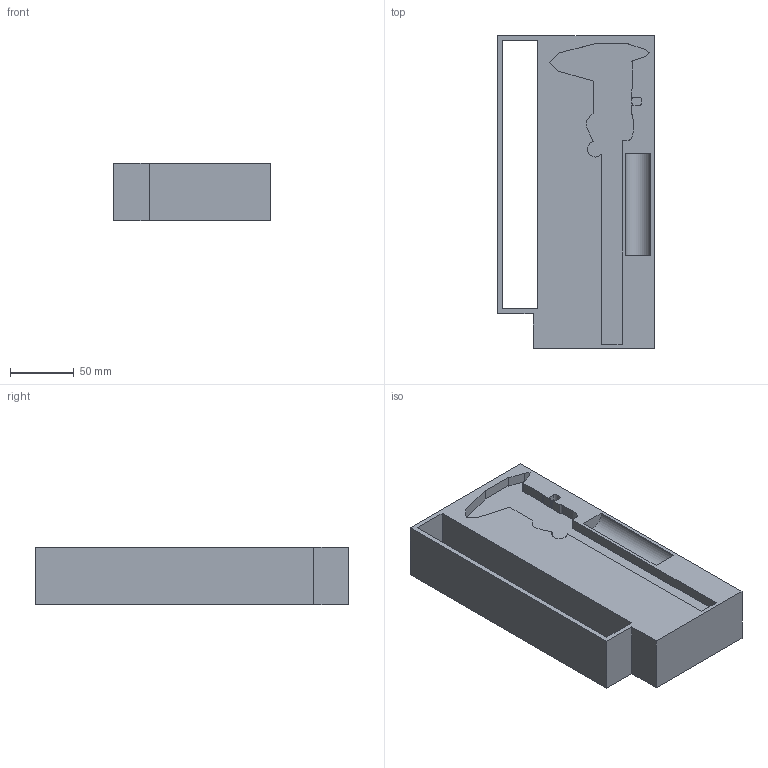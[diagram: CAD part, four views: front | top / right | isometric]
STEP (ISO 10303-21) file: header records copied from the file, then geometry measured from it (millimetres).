
FILE_DESCRIPTION(/* description */ (''),/* implementation_level */ '2;1');
FILE_NAME(/* name */ 'Dial-Caliper-Carrier.step',/* time_stamp */ '2024-08-06T21:45:55-04:00',/* author */ (''),/* organization */ (''),/* preprocessor_version */ 'ST-DEVELOPER v20',/* originating_system */ 'Autodesk Translation Framework v13.14.0.145',/* authorisation */ '');
FILE_SCHEMA (('AUTOMOTIVE_DESIGN { 1 0 10303 214 3 1 1 }'));
Length unit declared in the file: millimetre
Products named in the file (1): Dial-Caliper-Carrier
Bounding box: 122.82 x 245 x 45 mm (x, y, z)
Volume: 1000757.5 mm3; surface area: 107866.4 mm2
Topology: 1 solids, 1 shells, 50 faces, 139 edges, 93 vertices
Faces by surface type: plane 39, bspline 9, cylinder 2
Entity records: 2682 total; most frequent: CARTESIAN_POINT 1464, ORIENTED_EDGE 278, DIRECTION 202, EDGE_CURVE 139, LINE 110, VECTOR 110, VERTEX_POINT 93, EDGE_LOOP 54
